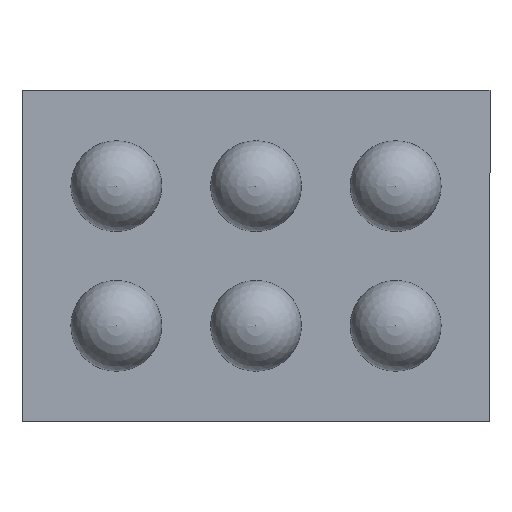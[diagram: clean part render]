
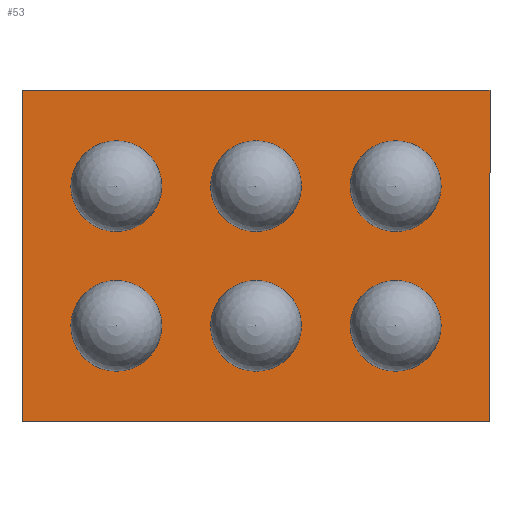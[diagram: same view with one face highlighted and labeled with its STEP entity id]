
A CAD part, front view. The second image highlights one B-rep face of the part: STEP entity #53.
In plain terms, the highlighted planar face has unit normal (0, -1, 0).
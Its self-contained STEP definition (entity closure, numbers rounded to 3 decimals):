
#4 = AXIS2_PLACEMENT_3D ( 'NONE', #98, #360, #37 ) ;
#6 = DIRECTION ( 'NONE',  ( 0., -1., 0. ) ) ;
#7 = ORIENTED_EDGE ( 'NONE', *, *, #391, .F. ) ;
#22 = CIRCLE ( 'NONE', #483, 0.11 ) ;
#23 = VERTEX_POINT ( 'NONE', #631 ) ;
#24 = CARTESIAN_POINT ( 'NONE',  ( 0.4, 0., -0.31 ) ) ;
#27 = EDGE_CURVE ( 'NONE', #658, #743, #280, .T. ) ;
#37 = DIRECTION ( 'NONE',  ( 0., 0., 1. ) ) ;
#44 = ORIENTED_EDGE ( 'NONE', *, *, #553, .F. ) ;
#45 = VERTEX_POINT ( 'NONE', #438 ) ;
#50 = CIRCLE ( 'NONE', #81, 0.11 ) ;
#53 = ADVANCED_FACE ( 'NONE', ( #710, #289, #110, #770, #425, #375, #268 ), #501, .F. ) ;
#54 = ORIENTED_EDGE ( 'NONE', *, *, #806, .F. ) ;
#56 = ORIENTED_EDGE ( 'NONE', *, *, #245, .F. ) ;
#57 = DIRECTION ( 'NONE',  ( 0., 0., 1. ) ) ;
#59 = CIRCLE ( 'NONE', #491, 0.11 ) ;
#81 = AXIS2_PLACEMENT_3D ( 'NONE', #766, #187, #126 ) ;
#89 = ORIENTED_EDGE ( 'NONE', *, *, #433, .F. ) ;
#91 = VERTEX_POINT ( 'NONE', #180 ) ;
#94 = AXIS2_PLACEMENT_3D ( 'NONE', #819, #564, #576 ) ;
#95 = CIRCLE ( 'NONE', #94, 0.11 ) ;
#98 = CARTESIAN_POINT ( 'NONE',  ( 0., 0., 0.2 ) ) ;
#110 = FACE_BOUND ( 'NONE', #250, .T. ) ;
#118 = VERTEX_POINT ( 'NONE', #775 ) ;
#121 = ORIENTED_EDGE ( 'NONE', *, *, #550, .F. ) ;
#126 = DIRECTION ( 'NONE',  ( 0., 0., 1. ) ) ;
#130 = AXIS2_PLACEMENT_3D ( 'NONE', #498, #563, #315 ) ;
#131 = EDGE_CURVE ( 'NONE', #184, #257, #558, .T. ) ;
#138 = CARTESIAN_POINT ( 'NONE',  ( -0.4, 0., -0.2 ) ) ;
#139 = DIRECTION ( 'NONE',  ( 1., 0., 0. ) ) ;
#140 = DIRECTION ( 'NONE',  ( 0., -1., 0. ) ) ;
#157 = DIRECTION ( 'NONE',  ( 0., -1., 0. ) ) ;
#168 = DIRECTION ( 'NONE',  ( 0., 0., 1. ) ) ;
#171 = EDGE_CURVE ( 'NONE', #118, #609, #221, .T. ) ;
#176 = EDGE_LOOP ( 'NONE', ( #401, #298 ) ) ;
#180 = CARTESIAN_POINT ( 'NONE',  ( 0.4, 0., 0.31 ) ) ;
#184 = VERTEX_POINT ( 'NONE', #271 ) ;
#187 = DIRECTION ( 'NONE',  ( 0., -1., 0. ) ) ;
#196 = CARTESIAN_POINT ( 'NONE',  ( 0., 0., 0.2 ) ) ;
#197 = CIRCLE ( 'NONE', #350, 0.11 ) ;
#213 = VERTEX_POINT ( 'NONE', #24 ) ;
#217 = CIRCLE ( 'NONE', #531, 0.11 ) ;
#221 = CIRCLE ( 'NONE', #432, 0.11 ) ;
#231 = ORIENTED_EDGE ( 'NONE', *, *, #470, .F. ) ;
#245 = EDGE_CURVE ( 'NONE', #257, #184, #197, .T. ) ;
#248 = VERTEX_POINT ( 'NONE', #348 ) ;
#250 = EDGE_LOOP ( 'NONE', ( #56, #669 ) ) ;
#251 = DIRECTION ( 'NONE',  ( 0., -1., 0. ) ) ;
#254 = CARTESIAN_POINT ( 'NONE',  ( 0.4, 0., -0.2 ) ) ;
#257 = VERTEX_POINT ( 'NONE', #715 ) ;
#260 = DIRECTION ( 'NONE',  ( 0., -1., 0. ) ) ;
#261 = CARTESIAN_POINT ( 'NONE',  ( 0., 0., -0.31 ) ) ;
#268 = FACE_OUTER_BOUND ( 'NONE', #364, .T. ) ;
#271 = CARTESIAN_POINT ( 'NONE',  ( -0.4, 0., -0.31 ) ) ;
#277 = VECTOR ( 'NONE', #303, 1000. ) ;
#279 = CARTESIAN_POINT ( 'NONE',  ( -0.4, 0., 0.2 ) ) ;
#280 = CIRCLE ( 'NONE', #422, 0.11 ) ;
#283 = AXIS2_PLACEMENT_3D ( 'NONE', #296, #611, #168 ) ;
#287 = EDGE_CURVE ( 'NONE', #609, #118, #617, .T. ) ;
#289 = FACE_BOUND ( 'NONE', #539, .T. ) ;
#291 = ORIENTED_EDGE ( 'NONE', *, *, #686, .F. ) ;
#296 = CARTESIAN_POINT ( 'NONE',  ( 0., 0., -0.2 ) ) ;
#298 = ORIENTED_EDGE ( 'NONE', *, *, #575, .F. ) ;
#299 = VERTEX_POINT ( 'NONE', #344 ) ;
#300 = CARTESIAN_POINT ( 'NONE',  ( 0.67, 0., 0.475 ) ) ;
#303 = DIRECTION ( 'NONE',  ( -1., 0., 0. ) ) ;
#308 = EDGE_LOOP ( 'NONE', ( #428, #7 ) ) ;
#314 = CIRCLE ( 'NONE', #283, 0.11 ) ;
#315 = DIRECTION ( 'NONE',  ( 0., 0., 1. ) ) ;
#323 = DIRECTION ( 'NONE',  ( 0., 0., 1. ) ) ;
#344 = CARTESIAN_POINT ( 'NONE',  ( -0.67, 0., 0.475 ) ) ;
#348 = CARTESIAN_POINT ( 'NONE',  ( 0.4, 0., 0.09 ) ) ;
#350 = AXIS2_PLACEMENT_3D ( 'NONE', #659, #157, #596 ) ;
#353 = DIRECTION ( 'NONE',  ( 0., 0., -1. ) ) ;
#360 = DIRECTION ( 'NONE',  ( 0., -1., 0. ) ) ;
#362 = CARTESIAN_POINT ( 'NONE',  ( 0.4, 0., -0.09 ) ) ;
#364 = EDGE_LOOP ( 'NONE', ( #89, #54, #291, #121 ) ) ;
#367 = CARTESIAN_POINT ( 'NONE',  ( -0.67, 0., -0.475 ) ) ;
#375 = FACE_BOUND ( 'NONE', #694, .T. ) ;
#381 = VECTOR ( 'NONE', #646, 1000. ) ;
#391 = EDGE_CURVE ( 'NONE', #743, #658, #739, .T. ) ;
#395 = LINE ( 'NONE', #515, #602 ) ;
#401 = ORIENTED_EDGE ( 'NONE', *, *, #594, .F. ) ;
#417 = EDGE_CURVE ( 'NONE', #640, #23, #314, .T. ) ;
#422 = AXIS2_PLACEMENT_3D ( 'NONE', #196, #260, #630 ) ;
#425 = FACE_BOUND ( 'NONE', #308, .T. ) ;
#428 = ORIENTED_EDGE ( 'NONE', *, *, #27, .F. ) ;
#432 = AXIS2_PLACEMENT_3D ( 'NONE', #777, #140, #583 ) ;
#433 = EDGE_CURVE ( 'NONE', #507, #45, #435, .T. ) ;
#435 = LINE ( 'NONE', #733, #449 ) ;
#438 = CARTESIAN_POINT ( 'NONE',  ( 0.67, 0., -0.475 ) ) ;
#449 = VECTOR ( 'NONE', #353, 1000. ) ;
#458 = LINE ( 'NONE', #776, #381 ) ;
#461 = DIRECTION ( 'NONE',  ( 0., 0., 1. ) ) ;
#470 = EDGE_CURVE ( 'NONE', #23, #640, #22, .T. ) ;
#483 = AXIS2_PLACEMENT_3D ( 'NONE', #747, #251, #488 ) ;
#488 = DIRECTION ( 'NONE',  ( 0., 0., 1. ) ) ;
#490 = DIRECTION ( 'NONE',  ( 0., -1., 0. ) ) ;
#491 = AXIS2_PLACEMENT_3D ( 'NONE', #254, #6, #57 ) ;
#498 = CARTESIAN_POINT ( 'NONE',  ( 0., 0., 0. ) ) ;
#501 = PLANE ( 'NONE',  #130 ) ;
#507 = VERTEX_POINT ( 'NONE', #300 ) ;
#513 = CARTESIAN_POINT ( 'NONE',  ( -0.67, 0., -0.475 ) ) ;
#515 = CARTESIAN_POINT ( 'NONE',  ( -0.67, 0., 0.475 ) ) ;
#519 = CARTESIAN_POINT ( 'NONE',  ( 0., 0., 0.09 ) ) ;
#527 = AXIS2_PLACEMENT_3D ( 'NONE', #279, #651, #461 ) ;
#528 = EDGE_LOOP ( 'NONE', ( #789, #44 ) ) ;
#531 = AXIS2_PLACEMENT_3D ( 'NONE', #557, #490, #554 ) ;
#539 = EDGE_LOOP ( 'NONE', ( #231, #792 ) ) ;
#540 = VERTEX_POINT ( 'NONE', #362 ) ;
#550 = EDGE_CURVE ( 'NONE', #45, #731, #654, .T. ) ;
#553 = EDGE_CURVE ( 'NONE', #248, #91, #217, .T. ) ;
#554 = DIRECTION ( 'NONE',  ( 0., 0., 1. ) ) ;
#557 = CARTESIAN_POINT ( 'NONE',  ( 0.4, 0., 0.2 ) ) ;
#558 = CIRCLE ( 'NONE', #702, 0.11 ) ;
#563 = DIRECTION ( 'NONE',  ( 0., 1., 0. ) ) ;
#564 = DIRECTION ( 'NONE',  ( 0., -1., 0. ) ) ;
#571 = ORIENTED_EDGE ( 'NONE', *, *, #287, .F. ) ;
#575 = EDGE_CURVE ( 'NONE', #213, #540, #50, .T. ) ;
#576 = DIRECTION ( 'NONE',  ( 0., 0., 1. ) ) ;
#577 = CARTESIAN_POINT ( 'NONE',  ( -0.4, 0., 0.09 ) ) ;
#583 = DIRECTION ( 'NONE',  ( 0., 0., 1. ) ) ;
#594 = EDGE_CURVE ( 'NONE', #540, #213, #59, .T. ) ;
#596 = DIRECTION ( 'NONE',  ( 0., 0., 1. ) ) ;
#602 = VECTOR ( 'NONE', #139, 1000. ) ;
#609 = VERTEX_POINT ( 'NONE', #577 ) ;
#611 = DIRECTION ( 'NONE',  ( 0., -1., 0. ) ) ;
#617 = CIRCLE ( 'NONE', #527, 0.11 ) ;
#630 = DIRECTION ( 'NONE',  ( 0., 0., 1. ) ) ;
#631 = CARTESIAN_POINT ( 'NONE',  ( 0., 0., -0.09 ) ) ;
#633 = EDGE_CURVE ( 'NONE', #91, #248, #95, .T. ) ;
#640 = VERTEX_POINT ( 'NONE', #261 ) ;
#646 = DIRECTION ( 'NONE',  ( 0., 0., 1. ) ) ;
#651 = DIRECTION ( 'NONE',  ( 0., -1., 0. ) ) ;
#654 = LINE ( 'NONE', #367, #277 ) ;
#658 = VERTEX_POINT ( 'NONE', #695 ) ;
#659 = CARTESIAN_POINT ( 'NONE',  ( -0.4, 0., -0.2 ) ) ;
#669 = ORIENTED_EDGE ( 'NONE', *, *, #131, .F. ) ;
#686 = EDGE_CURVE ( 'NONE', #731, #299, #458, .T. ) ;
#694 = EDGE_LOOP ( 'NONE', ( #808, #571 ) ) ;
#695 = CARTESIAN_POINT ( 'NONE',  ( 0., 0., 0.31 ) ) ;
#702 = AXIS2_PLACEMENT_3D ( 'NONE', #138, #769, #323 ) ;
#710 = FACE_BOUND ( 'NONE', #176, .T. ) ;
#715 = CARTESIAN_POINT ( 'NONE',  ( -0.4, 0., -0.09 ) ) ;
#731 = VERTEX_POINT ( 'NONE', #513 ) ;
#733 = CARTESIAN_POINT ( 'NONE',  ( 0.67, 0., -0.475 ) ) ;
#739 = CIRCLE ( 'NONE', #4, 0.11 ) ;
#743 = VERTEX_POINT ( 'NONE', #519 ) ;
#747 = CARTESIAN_POINT ( 'NONE',  ( 0., 0., -0.2 ) ) ;
#766 = CARTESIAN_POINT ( 'NONE',  ( 0.4, 0., -0.2 ) ) ;
#769 = DIRECTION ( 'NONE',  ( 0., -1., 0. ) ) ;
#770 = FACE_BOUND ( 'NONE', #528, .T. ) ;
#775 = CARTESIAN_POINT ( 'NONE',  ( -0.4, 0., 0.31 ) ) ;
#776 = CARTESIAN_POINT ( 'NONE',  ( -0.67, 0., -0.475 ) ) ;
#777 = CARTESIAN_POINT ( 'NONE',  ( -0.4, 0., 0.2 ) ) ;
#789 = ORIENTED_EDGE ( 'NONE', *, *, #633, .F. ) ;
#792 = ORIENTED_EDGE ( 'NONE', *, *, #417, .F. ) ;
#806 = EDGE_CURVE ( 'NONE', #299, #507, #395, .T. ) ;
#808 = ORIENTED_EDGE ( 'NONE', *, *, #171, .F. ) ;
#819 = CARTESIAN_POINT ( 'NONE',  ( 0.4, 0., 0.2 ) ) ;
